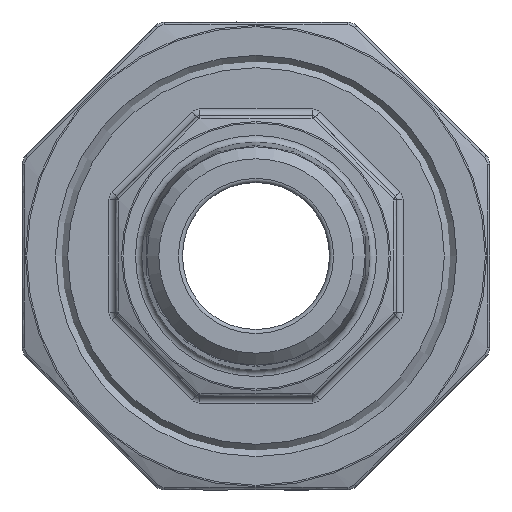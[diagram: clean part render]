
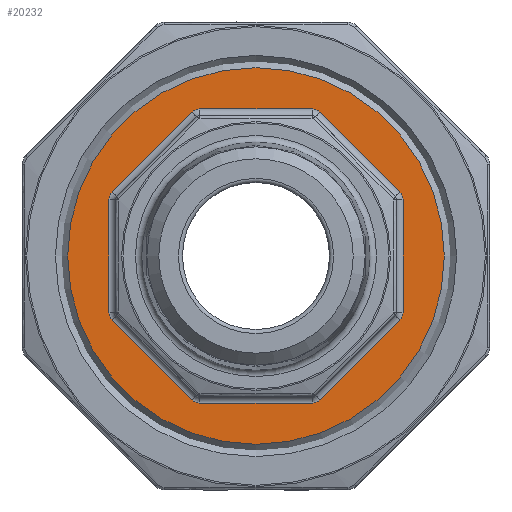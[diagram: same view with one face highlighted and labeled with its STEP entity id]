
A CAD part, left-side view. The second image highlights one B-rep face of the part: STEP entity #20232.
In plain terms, the highlighted planar face has unit normal (-1, 0, 0).
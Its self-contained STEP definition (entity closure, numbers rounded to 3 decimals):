
#177 = EDGE_CURVE ( 'NONE', #15124, #16563, #1358, .T. ) ;
#235 = DIRECTION ( 'NONE',  ( 0., 0., 1. ) ) ;
#646 = AXIS2_PLACEMENT_3D ( 'NONE', #17722, #8283, #235 ) ;
#650 = CIRCLE ( 'NONE', #6330, 0.8 ) ;
#901 = ORIENTED_EDGE ( 'NONE', *, *, #13713, .T. ) ;
#938 = DIRECTION ( 'NONE',  ( 0., 0.707, 0.707 ) ) ;
#977 = VERTEX_POINT ( 'NONE', #3334 ) ;
#1147 = LINE ( 'NONE', #2625, #8947 ) ;
#1186 = EDGE_LOOP ( 'NONE', ( #5152, #16990, #12297, #9752, #9267, #16321, #9034, #901, #17018, #17885, #11586, #16674, #12446, #3049, #10834, #15211 ) ) ;
#1358 = LINE ( 'NONE', #7735, #8142 ) ;
#1382 = VERTEX_POINT ( 'NONE', #17108 ) ;
#1499 = CARTESIAN_POINT ( 'NONE',  ( -9., 11., 0. ) ) ;
#1715 = LINE ( 'NONE', #11264, #2530 ) ;
#1802 = LINE ( 'NONE', #5171, #5340 ) ;
#1836 = CARTESIAN_POINT ( 'NONE',  ( -9., -4.225, -11. ) ) ;
#1948 = DIRECTION ( 'NONE',  ( 0., 0., 1. ) ) ;
#2071 = DIRECTION ( 'NONE',  ( 1., 0., 0. ) ) ;
#2105 = AXIS2_PLACEMENT_3D ( 'NONE', #10841, #17128, #10429 ) ;
#2239 = DIRECTION ( 'NONE',  ( 0., 1., 0. ) ) ;
#2449 = FACE_BOUND ( 'NONE', #1186, .T. ) ;
#2530 = VECTOR ( 'NONE', #6543, 1000. ) ;
#2604 = EDGE_CURVE ( 'NONE', #7325, #17448, #16071, .T. ) ;
#2625 = CARTESIAN_POINT ( 'NONE',  ( -9., 14.818, -0.738 ) ) ;
#2634 = CARTESIAN_POINT ( 'NONE',  ( -9., 11., 4.225 ) ) ;
#2763 = FACE_OUTER_BOUND ( 'NONE', #9293, .T. ) ;
#3049 = ORIENTED_EDGE ( 'NONE', *, *, #9328, .T. ) ;
#3334 = CARTESIAN_POINT ( 'NONE',  ( -9., 10.766, 4.791 ) ) ;
#3776 = CIRCLE ( 'NONE', #2105, 0.8 ) ;
#4218 = EDGE_CURVE ( 'NONE', #977, #8367, #18055, .T. ) ;
#4289 = EDGE_CURVE ( 'NONE', #15847, #10891, #18364, .T. ) ;
#4477 = VECTOR ( 'NONE', #7062, 1000. ) ;
#4743 = DIRECTION ( 'NONE',  ( 0., 0., -1. ) ) ;
#4886 = CIRCLE ( 'NONE', #9210, 0.8 ) ;
#5152 = ORIENTED_EDGE ( 'NONE', *, *, #2604, .T. ) ;
#5171 = CARTESIAN_POINT ( 'NONE',  ( -9., 14.08, 11. ) ) ;
#5340 = VECTOR ( 'NONE', #14400, 1000. ) ;
#5516 = VERTEX_POINT ( 'NONE', #11967 ) ;
#6078 = DIRECTION ( 'NONE',  ( 1., 0., 0. ) ) ;
#6314 = DIRECTION ( 'NONE',  ( 0., 0., 1. ) ) ;
#6330 = AXIS2_PLACEMENT_3D ( 'NONE', #6462, #9600, #10974 ) ;
#6416 = DIRECTION ( 'NONE',  ( -1., 0., 0. ) ) ;
#6462 = CARTESIAN_POINT ( 'NONE',  ( -9., 10.2, -4.225 ) ) ;
#6543 = DIRECTION ( 'NONE',  ( 0., 0.707, -0.707 ) ) ;
#6671 = VECTOR ( 'NONE', #14299, 1000. ) ;
#6889 = DIRECTION ( 'NONE',  ( 0., 0., 1. ) ) ;
#6893 = CARTESIAN_POINT ( 'NONE',  ( -9., 4.225, 11. ) ) ;
#6986 = DIRECTION ( 'NONE',  ( 1., 0., 0. ) ) ;
#7062 = DIRECTION ( 'NONE',  ( 0., -0.707, 0.707 ) ) ;
#7080 = EDGE_CURVE ( 'NONE', #18205, #7325, #650, .T. ) ;
#7169 = ORIENTED_EDGE ( 'NONE', *, *, #10467, .F. ) ;
#7175 = CARTESIAN_POINT ( 'NONE',  ( -9., 10.2, 4.225 ) ) ;
#7298 = CIRCLE ( 'NONE', #19690, 0.8 ) ;
#7325 = VERTEX_POINT ( 'NONE', #7410 ) ;
#7410 = CARTESIAN_POINT ( 'NONE',  ( -9., 11., -4.225 ) ) ;
#7735 = CARTESIAN_POINT ( 'NONE',  ( -9., -0.738, 14.818 ) ) ;
#8025 = CARTESIAN_POINT ( 'NONE',  ( -9., -11., 4.225 ) ) ;
#8142 = VECTOR ( 'NONE', #14358, 1000. ) ;
#8283 = DIRECTION ( 'NONE',  ( 1., 0., 0. ) ) ;
#8367 = VERTEX_POINT ( 'NONE', #14004 ) ;
#8582 = VECTOR ( 'NONE', #14995, 1000. ) ;
#8828 = CARTESIAN_POINT ( 'NONE',  ( -9., 4.225, -11. ) ) ;
#8947 = VECTOR ( 'NONE', #938, 1000. ) ;
#9029 = EDGE_CURVE ( 'NONE', #5516, #18716, #7298, .T. ) ;
#9034 = ORIENTED_EDGE ( 'NONE', *, *, #177, .T. ) ;
#9210 = AXIS2_PLACEMENT_3D ( 'NONE', #7175, #16918, #13577 ) ;
#9267 = ORIENTED_EDGE ( 'NONE', *, *, #9474, .T. ) ;
#9293 = EDGE_LOOP ( 'NONE', ( #7169 ) ) ;
#9328 = EDGE_CURVE ( 'NONE', #10891, #14634, #10008, .T. ) ;
#9474 = EDGE_CURVE ( 'NONE', #18851, #13967, #1802, .T. ) ;
#9534 = DIRECTION ( 'NONE',  ( 1., 0., 0. ) ) ;
#9600 = DIRECTION ( 'NONE',  ( 1., 0., 0. ) ) ;
#9752 = ORIENTED_EDGE ( 'NONE', *, *, #18346, .T. ) ;
#9779 = CARTESIAN_POINT ( 'NONE',  ( -9., -4.791, -10.766 ) ) ;
#10008 = CIRCLE ( 'NONE', #646, 0.8 ) ;
#10033 = CARTESIAN_POINT ( 'NONE',  ( -9., -10.2, -4.225 ) ) ;
#10154 = VECTOR ( 'NONE', #2239, 1000. ) ;
#10429 = DIRECTION ( 'NONE',  ( 0., 0., 1. ) ) ;
#10467 = EDGE_CURVE ( 'NONE', #1382, #1382, #11304, .T. ) ;
#10595 = DIRECTION ( 'NONE',  ( 0., 0., 1. ) ) ;
#10834 = ORIENTED_EDGE ( 'NONE', *, *, #13243, .T. ) ;
#10841 = CARTESIAN_POINT ( 'NONE',  ( -9., -4.225, 10.2 ) ) ;
#10883 = EDGE_CURVE ( 'NONE', #13967, #15124, #3776, .T. ) ;
#10891 = VERTEX_POINT ( 'NONE', #8828 ) ;
#10902 = CARTESIAN_POINT ( 'NONE',  ( -9., 4.225, 10.2 ) ) ;
#10974 = DIRECTION ( 'NONE',  ( 0., 0., 1. ) ) ;
#10980 = CIRCLE ( 'NONE', #12002, 0.8 ) ;
#11169 = CARTESIAN_POINT ( 'NONE',  ( -9., -4.791, 10.766 ) ) ;
#11264 = CARTESIAN_POINT ( 'NONE',  ( -9., -0.738, -14.818 ) ) ;
#11304 = CIRCLE ( 'NONE', #11634, 14.08 ) ;
#11544 = CARTESIAN_POINT ( 'NONE',  ( -9., 10.766, -4.791 ) ) ;
#11586 = ORIENTED_EDGE ( 'NONE', *, *, #17115, .T. ) ;
#11634 = AXIS2_PLACEMENT_3D ( 'NONE', #17201, #9534, #4743 ) ;
#11666 = CARTESIAN_POINT ( 'NONE',  ( -9., 14.818, 0.738 ) ) ;
#11967 = CARTESIAN_POINT ( 'NONE',  ( -9., -11., -4.225 ) ) ;
#12002 = AXIS2_PLACEMENT_3D ( 'NONE', #19853, #6986, #1948 ) ;
#12297 = ORIENTED_EDGE ( 'NONE', *, *, #4218, .T. ) ;
#12446 = ORIENTED_EDGE ( 'NONE', *, *, #4289, .T. ) ;
#12611 = CARTESIAN_POINT ( 'NONE',  ( -9., -10.766, 4.791 ) ) ;
#12658 = CIRCLE ( 'NONE', #19310, 0.8 ) ;
#13063 = CARTESIAN_POINT ( 'NONE',  ( -9., 4.791, -10.766 ) ) ;
#13243 = EDGE_CURVE ( 'NONE', #14634, #18205, #1147, .T. ) ;
#13577 = DIRECTION ( 'NONE',  ( 0., 0., 1. ) ) ;
#13713 = EDGE_CURVE ( 'NONE', #16563, #16868, #10980, .T. ) ;
#13967 = VERTEX_POINT ( 'NONE', #19149 ) ;
#14004 = CARTESIAN_POINT ( 'NONE',  ( -9., 4.791, 10.766 ) ) ;
#14184 = CARTESIAN_POINT ( 'NONE',  ( -9., 14.08, 0. ) ) ;
#14279 = CARTESIAN_POINT ( 'NONE',  ( -9., -4.225, -10.2 ) ) ;
#14299 = DIRECTION ( 'NONE',  ( 0., 0., 1. ) ) ;
#14358 = DIRECTION ( 'NONE',  ( 0., -0.707, -0.707 ) ) ;
#14396 = AXIS2_PLACEMENT_3D ( 'NONE', #14184, #6416, #6314 ) ;
#14400 = DIRECTION ( 'NONE',  ( 0., -1., 0. ) ) ;
#14634 = VERTEX_POINT ( 'NONE', #13063 ) ;
#14819 = CARTESIAN_POINT ( 'NONE',  ( -9., 14.08, -11. ) ) ;
#14995 = DIRECTION ( 'NONE',  ( 0., 0., -1. ) ) ;
#15124 = VERTEX_POINT ( 'NONE', #11169 ) ;
#15211 = ORIENTED_EDGE ( 'NONE', *, *, #7080, .T. ) ;
#15233 = PLANE ( 'NONE',  #14396 ) ;
#15695 = CARTESIAN_POINT ( 'NONE',  ( -9., -10.766, -4.791 ) ) ;
#15847 = VERTEX_POINT ( 'NONE', #1836 ) ;
#16071 = LINE ( 'NONE', #1499, #6671 ) ;
#16101 = EDGE_CURVE ( 'NONE', #17448, #977, #4886, .T. ) ;
#16321 = ORIENTED_EDGE ( 'NONE', *, *, #10883, .T. ) ;
#16563 = VERTEX_POINT ( 'NONE', #12611 ) ;
#16674 = ORIENTED_EDGE ( 'NONE', *, *, #18976, .T. ) ;
#16868 = VERTEX_POINT ( 'NONE', #8025 ) ;
#16918 = DIRECTION ( 'NONE',  ( 1., 0., 0. ) ) ;
#16990 = ORIENTED_EDGE ( 'NONE', *, *, #16101, .T. ) ;
#17018 = ORIENTED_EDGE ( 'NONE', *, *, #18603, .T. ) ;
#17070 = VERTEX_POINT ( 'NONE', #9779 ) ;
#17108 = CARTESIAN_POINT ( 'NONE',  ( -9., 0., -14.08 ) ) ;
#17115 = EDGE_CURVE ( 'NONE', #18716, #17070, #1715, .T. ) ;
#17128 = DIRECTION ( 'NONE',  ( 1., 0., 0. ) ) ;
#17201 = CARTESIAN_POINT ( 'NONE',  ( -9., 0., 0. ) ) ;
#17413 = DIRECTION ( 'NONE',  ( 0., 0., 1. ) ) ;
#17448 = VERTEX_POINT ( 'NONE', #2634 ) ;
#17722 = CARTESIAN_POINT ( 'NONE',  ( -9., 4.225, -10.2 ) ) ;
#17885 = ORIENTED_EDGE ( 'NONE', *, *, #9029, .T. ) ;
#18055 = LINE ( 'NONE', #11666, #4477 ) ;
#18205 = VERTEX_POINT ( 'NONE', #11544 ) ;
#18220 = LINE ( 'NONE', #19578, #8582 ) ;
#18346 = EDGE_CURVE ( 'NONE', #8367, #18851, #20332, .T. ) ;
#18364 = LINE ( 'NONE', #14819, #10154 ) ;
#18603 = EDGE_CURVE ( 'NONE', #16868, #5516, #18220, .T. ) ;
#18716 = VERTEX_POINT ( 'NONE', #15695 ) ;
#18851 = VERTEX_POINT ( 'NONE', #6893 ) ;
#18960 = DIRECTION ( 'NONE',  ( 1., 0., 0. ) ) ;
#18976 = EDGE_CURVE ( 'NONE', #17070, #15847, #12658, .T. ) ;
#19149 = CARTESIAN_POINT ( 'NONE',  ( -9., -4.225, 11. ) ) ;
#19290 = AXIS2_PLACEMENT_3D ( 'NONE', #10902, #6078, #10595 ) ;
#19310 = AXIS2_PLACEMENT_3D ( 'NONE', #14279, #18960, #17413 ) ;
#19578 = CARTESIAN_POINT ( 'NONE',  ( -9., -11., 0. ) ) ;
#19690 = AXIS2_PLACEMENT_3D ( 'NONE', #10033, #2071, #6889 ) ;
#19853 = CARTESIAN_POINT ( 'NONE',  ( -9., -10.2, 4.225 ) ) ;
#20232 = ADVANCED_FACE ( 'NONE', ( #2449, #2763 ), #15233, .T. ) ;
#20332 = CIRCLE ( 'NONE', #19290, 0.8 ) ;
